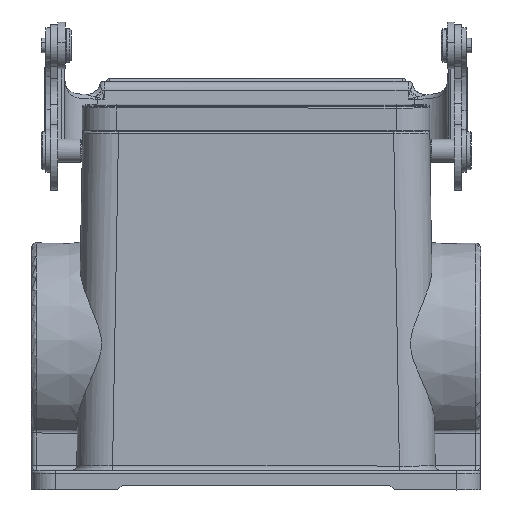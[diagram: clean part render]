
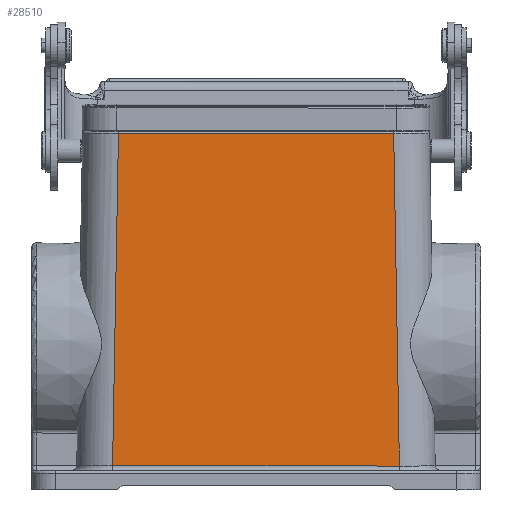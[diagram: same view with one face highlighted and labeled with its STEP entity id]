
A CAD part, top view. The second image highlights one B-rep face of the part: STEP entity #28510.
In plain terms, the highlighted planar face has unit normal (0, 0.009, 1).
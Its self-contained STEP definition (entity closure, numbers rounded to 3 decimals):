
#7087=DIRECTION('',(0.017,-1.,0.009));
#7088=VECTOR('',#7087,69.547);
#7089=CARTESIAN_POINT('',(75.819,51.278,0.004));
#7090=LINE('',#7089,#7088);
#7091=DIRECTION('',(0.018,1.,-0.009));
#7092=VECTOR('',#7091,69.547);
#7093=CARTESIAN_POINT('',(16.964,-18.238,
0.611));
#7094=LINE('',#7093,#7092);
#8012=DIRECTION('',(1.,0.,0.));
#8013=VECTOR('',#8012,60.047);
#8014=CARTESIAN_POINT('',(16.964,-18.238,
0.611));
#8015=LINE('',#8014,#8013);
#9530=DIRECTION('',(-1.,0.,0.));
#9531=VECTOR('',#9530,57.619);
#9532=CARTESIAN_POINT('',(75.819,51.278,0.004));
#9533=LINE('',#9532,#9531);
#14362=CARTESIAN_POINT('',(16.964,-18.238,
0.611));
#14363=CARTESIAN_POINT('',(18.199,51.295,
0.004));
#14364=VERTEX_POINT('',#14362);
#14365=VERTEX_POINT('',#14363);
#14370=CARTESIAN_POINT('',(75.819,51.278,
0.004));
#14371=CARTESIAN_POINT('',(77.011,-18.257,
0.611));
#14372=VERTEX_POINT('',#14370);
#14373=VERTEX_POINT('',#14371);
#28496=CARTESIAN_POINT('',(46.998,16.519,
0.308));
#28497=DIRECTION('',(0.,0.009,1.));
#28498=DIRECTION('',(0.,-1.,0.009));
#28499=AXIS2_PLACEMENT_3D('',#28496,#28497,#28498);
#28500=PLANE('',#28499);
#28502=ORIENTED_EDGE('',*,*,#28501,.T.);
#28504=ORIENTED_EDGE('',*,*,#28503,.F.);
#28505=ORIENTED_EDGE('',*,*,#28480,.T.);
#28507=ORIENTED_EDGE('',*,*,#28506,.F.);
#28508=EDGE_LOOP('',(#28502,#28504,#28505,#28507));
#28509=FACE_OUTER_BOUND('',#28508,.F.);
#28480=EDGE_CURVE('',#14364,#14365,#7094,.T.);
#28501=EDGE_CURVE('',#14372,#14373,#7090,.T.);
#28503=EDGE_CURVE('',#14364,#14373,#8015,.T.);
#28506=EDGE_CURVE('',#14372,#14365,#9533,.T.);
#28510=ADVANCED_FACE('',(#28509),#28500,.T.);
